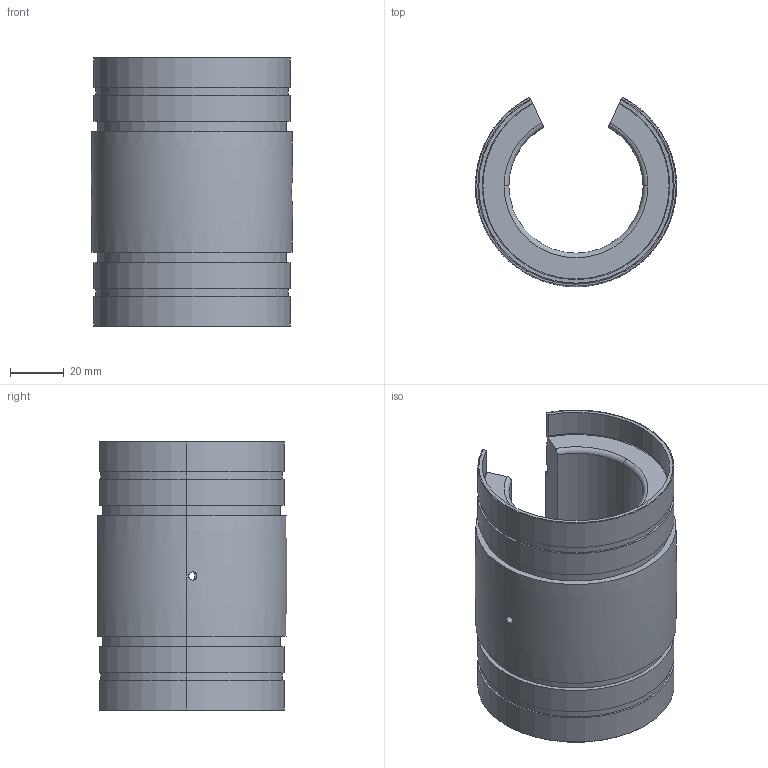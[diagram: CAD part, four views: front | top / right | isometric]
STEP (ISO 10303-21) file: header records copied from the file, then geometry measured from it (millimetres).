
FILE_DESCRIPTION (( 'STEP AP214' ), '1' );
FILE_NAME ('LX50SA.STEP', '2021-02-15T15:02:48', ( '' ), ( '' ), 'SwSTEP 2.0', 'SolidWorks 2013', '' );
FILE_SCHEMA (( 'AUTOMOTIVE_DESIGN' ));
Length unit declared in the file: inch
Products named in the file (1): LX50SA
Bounding box: 74.97 x 70.59 x 100 mm (x, y, z)
Volume: 161392 mm3; surface area: 41593.4 mm2
Topology: 1 solids, 1 shells, 74 faces, 206 edges, 132 vertices
Faces by surface type: cylinder 37, torus 21, plane 14, bspline 2
Entity records: 3660 total; most frequent: CARTESIAN_POINT 1680, DIRECTION 429, ORIENTED_EDGE 412, EDGE_CURVE 206, AXIS2_PLACEMENT_3D 178, VERTEX_POINT 132, CIRCLE 105, EDGE_LOOP 76
